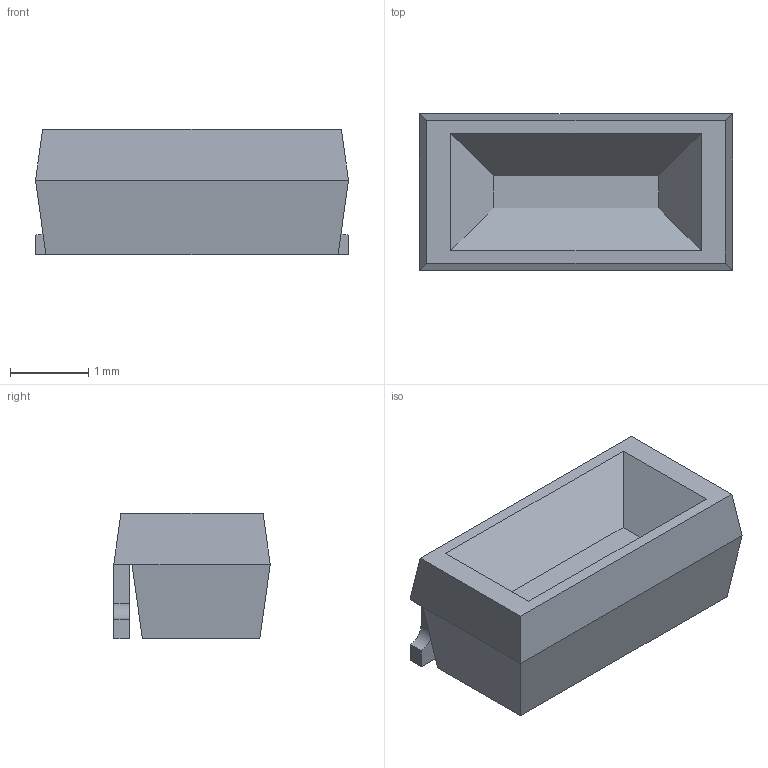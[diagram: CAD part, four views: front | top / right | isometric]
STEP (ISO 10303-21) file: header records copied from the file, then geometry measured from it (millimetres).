
FILE_DESCRIPTION(/* description */ ('Alibre Inc.'),/* implementation_level */ '2;1');
FILE_NAME(/* name */ 'export-B44C10BD-FD21-4098-A70F-E047BE676AFB',/* time_stamp */ '2020-07-20T12:05:18-04:00',/* author */ (''),/* organization */ (''),/* preprocessor_version */ 'ST-DEVELOPER v17',/* originating_system */ 'Alibre',/* authorisation */ '');
FILE_SCHEMA (('AUTOMOTIVE_DESIGN'));
Length unit declared in the file: centimetre
Bounding box: 4 x 2 x 1.6 mm (x, y, z)
Volume: 9.5 mm3; surface area: 39.4 mm2
Topology: 1 solids, 1 shells, 40 faces, 99 edges, 62 vertices
Faces by surface type: plane 38, cylinder 2
Entity records: 1064 total; most frequent: ORIENTED_EDGE 198, CARTESIAN_POINT 185, DIRECTION 129, EDGE_CURVE 99, VECTOR 82, LINE 82, VERTEX_POINT 62, EDGE_LOOP 41
